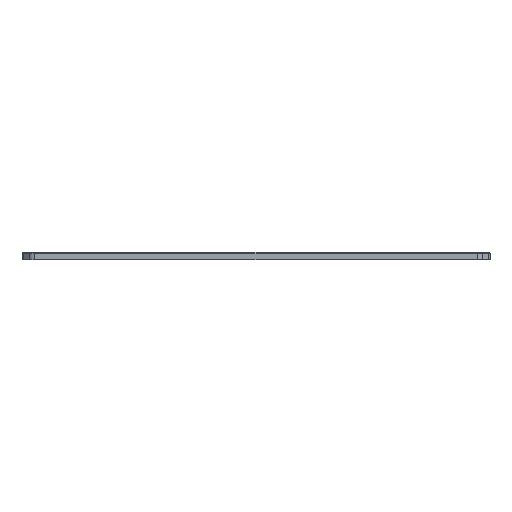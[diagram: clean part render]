
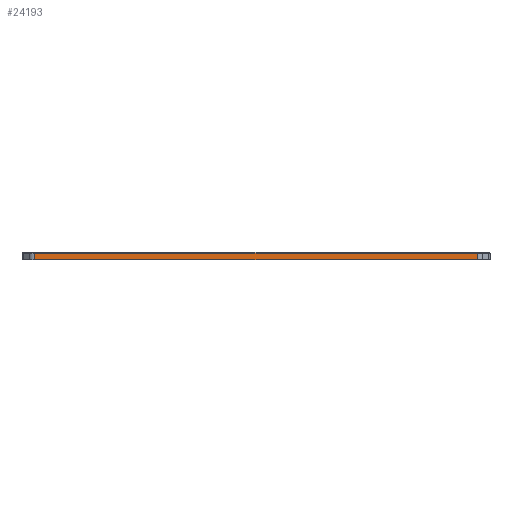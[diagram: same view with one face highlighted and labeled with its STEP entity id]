
A CAD part, left-side view. The second image highlights one B-rep face of the part: STEP entity #24193.
In plain terms, the highlighted planar face has unit normal (-1, 0, 0).
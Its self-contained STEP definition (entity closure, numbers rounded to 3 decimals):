
#3043=FACE_OUTER_BOUND('',#4579,.T.);
#4579=EDGE_LOOP('',(#21276,#21277,#21278,#21279));
#5050=LINE('',#34543,#7496);
#6857=LINE('',#40613,#9303);
#7092=LINE('',#41554,#9538);
#7093=LINE('',#41556,#9539);
#7496=VECTOR('',#27285,10.);
#9303=VECTOR('',#32320,10.);
#9538=VECTOR('',#32949,10.);
#9539=VECTOR('',#32952,10.);
#9944=VERTEX_POINT('',#34525);
#9946=VERTEX_POINT('',#34539);
#11586=VERTEX_POINT('',#40606);
#11587=VERTEX_POINT('',#40612);
#12149=EDGE_CURVE('',#9944,#9946,#5050,.T.);
#14747=EDGE_CURVE('',#11587,#11586,#6857,.F.);
#15146=EDGE_CURVE('',#11587,#9944,#7092,.T.);
#15147=EDGE_CURVE('',#9946,#11586,#7093,.T.);
#21276=ORIENTED_EDGE('',*,*,#12149,.F.);
#21277=ORIENTED_EDGE('',*,*,#15146,.F.);
#21278=ORIENTED_EDGE('',*,*,#14747,.T.);
#21279=ORIENTED_EDGE('',*,*,#15147,.F.);
#22927=PLANE('',#26464);
#24193=ADVANCED_FACE('',(#3043),#22927,.T.);
#26464=AXIS2_PLACEMENT_3D('',#41555,#32950,#32951);
#27285=DIRECTION('',(0.,-1.,0.));
#32320=DIRECTION('',(0.,1.,0.));
#32949=DIRECTION('',(0.,0.,1.));
#32950=DIRECTION('center_axis',(-1.,0.,0.));
#32951=DIRECTION('ref_axis',(0.,-1.,0.));
#32952=DIRECTION('',(0.,0.,-1.));
#34525=CARTESIAN_POINT('',(-161.753,112.516,55.696));
#34539=CARTESIAN_POINT('',(-161.753,22.848,55.696));
#34543=CARTESIAN_POINT('',(-161.753,90.37,55.696));
#40606=CARTESIAN_POINT('',(-161.753,22.848,54.396));
#40612=CARTESIAN_POINT('',(-161.753,112.516,54.396));
#40613=CARTESIAN_POINT('',(-161.753,90.37,54.396));
#41554=CARTESIAN_POINT('',(-161.753,112.516,54.396));
#41555=CARTESIAN_POINT('Origin',(-161.753,113.057,54.396));
#41556=CARTESIAN_POINT('',(-161.753,22.848,55.896));
